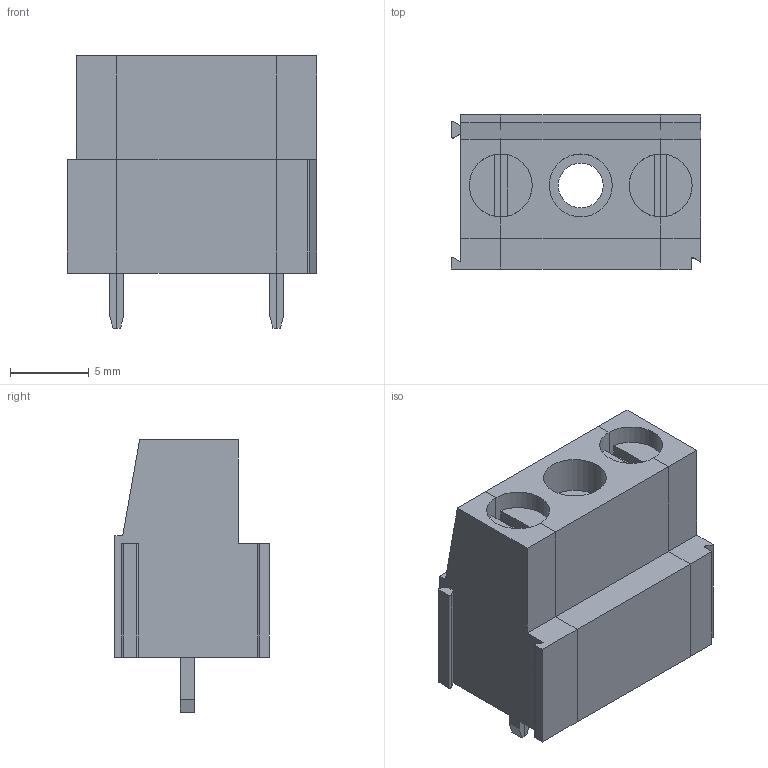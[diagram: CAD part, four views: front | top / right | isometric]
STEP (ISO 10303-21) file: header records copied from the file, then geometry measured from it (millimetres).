
FILE_DESCRIPTION( ( 'Unknown' ), '1' );
FILE_NAME( '691216610002.stp', 'Unknown', ( 'Unknown' ), ( 'Unknown' ), 'PSStep 18.0.17', 'Unknown', ' ' );
FILE_SCHEMA( ( 'AUTOMOTIVE_DESIGN { 1 0 10303 214 1 1 1 1 }' ) );
Length unit declared in the file: millimetre
Products named in the file (4): Assem1; CLL10.16_SX; CLL10.16_CNT; CLL10.16_DX
Assembly tree (3 placements, depth 2):
  Assem1
    CLL10.16_SX
    CLL10.16_CNT
    CLL10.16_DX
Bounding box: 15.84 x 9.8 x 17.3 mm (x, y, z)
Volume: 1264.7 mm3; surface area: 1815 mm2
Topology: 3 solids, 3 shells, 181 faces, 487 edges, 313 vertices
Faces by surface type: plane 169, cylinder 12
Full cylindrical faces by diameter (mm): 2.85 x1, 4 x1
Entity records: 7040 total; most frequent: CARTESIAN_POINT 981, ORIENTED_EDGE 968, DIRECTION 886, EDGE_CURVE 484, LINE 452, VECTOR 452, VERTEX_POINT 312, AXIS2_PLACEMENT_3D 217
